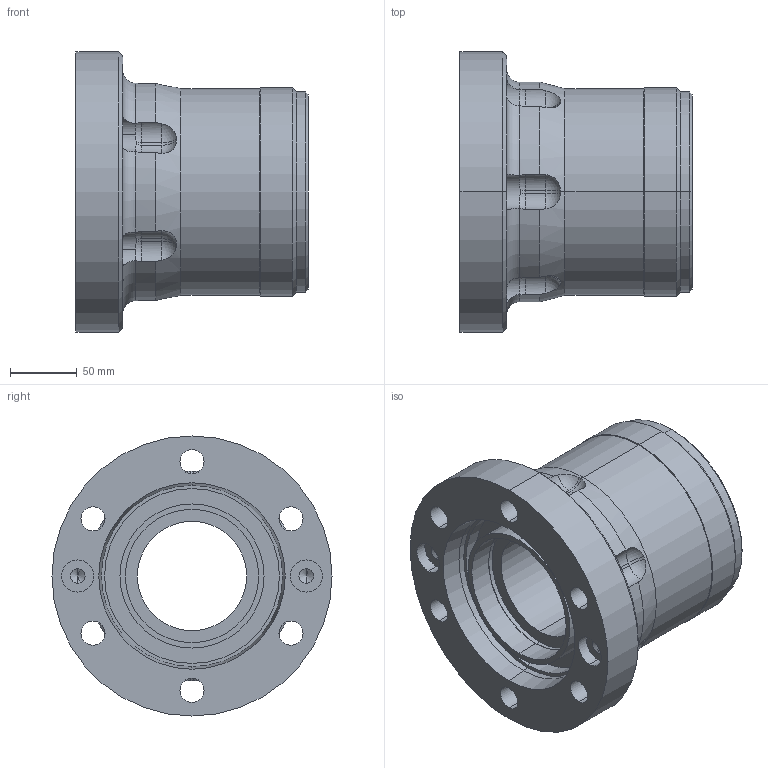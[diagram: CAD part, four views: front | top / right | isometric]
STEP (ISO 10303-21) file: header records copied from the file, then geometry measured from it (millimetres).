
FILE_DESCRIPTION (( 'STEP AP203' ), '1' );
FILE_NAME ('CL-80A8外觀參考.STEP', '2010-12-09T06:17:59', ( 'user' ), ( '' ), 'SwSTEP 2.0', 'SolidWorks 2010', '' );
FILE_SCHEMA (( 'CONFIG_CONTROL_DESIGN' ));
Length unit declared in the file: metre
Products named in the file (4): CL-80A8外觀參考; CL-80A8筒夾本體; CL-80拉桿螺帽; CL-80筒夾前蓋
Assembly tree (3 placements, depth 2):
  CL-80A8外觀參考
    CL-80A8筒夾本體
    CL-80拉桿螺帽
    CL-80筒夾前蓋
Bounding box: 174 x 210 x 210 mm (x, y, z)
Volume: 2586137.3 mm3; surface area: 375498.4 mm2
Topology: 3 solids, 3 shells, 187 faces, 462 edges, 288 vertices
Faces by surface type: cylinder 94, plane 41, sphere 24, cone 22, torus 6
Entity records: 6710 total; most frequent: CARTESIAN_POINT 1873, DIRECTION 956, ORIENTED_EDGE 908, EDGE_CURVE 454, AXIS2_PLACEMENT_3D 399, VERTEX_POINT 288, EDGE_LOOP 220, CIRCLE 206
